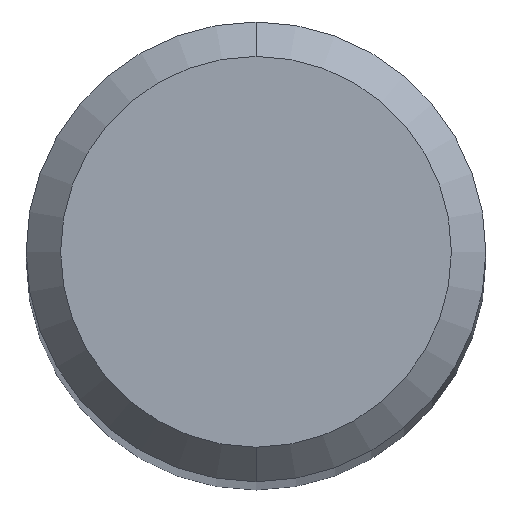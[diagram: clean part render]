
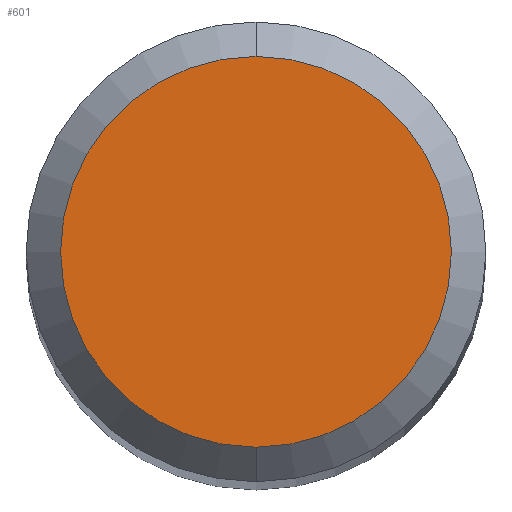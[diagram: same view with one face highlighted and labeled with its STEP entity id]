
A CAD part, top view. The second image highlights one B-rep face of the part: STEP entity #601.
In plain terms, the highlighted planar face has unit normal (0, 0, 1).
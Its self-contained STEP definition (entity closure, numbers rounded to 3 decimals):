
#457=VERTEX_POINT('',#1286);
#601=ADVANCED_FACE('',(#1442),#1443,.T.);
#607=EDGE_CURVE('',#457,#781,#1450,.T.);
#781=VERTEX_POINT('',#1635);
#1089=EDGE_CURVE('',#781,#457,#1973,.T.);
#1286=CARTESIAN_POINT('',(0.0,1.7,0.0));
#1442=FACE_OUTER_BOUND('',#2640,.T.);
#1443=PLANE('',#2641);
#1450=CIRCLE('',#2649,1.7);
#1635=CARTESIAN_POINT('',(0.,-1.7,0.0));
#1973=CIRCLE('',#4988,1.7);
#2640=EDGE_LOOP('',(#5895,#5896));
#2641=AXIS2_PLACEMENT_3D('',#5897,#5898,#5899);
#2649=AXIS2_PLACEMENT_3D('',#5907,#5908,#5909);
#4988=AXIS2_PLACEMENT_3D('',#6479,#6480,#6481);
#5895=ORIENTED_EDGE('',*,*,#607,.F.);
#5896=ORIENTED_EDGE('',*,*,#1089,.F.);
#5897=CARTESIAN_POINT('',(0.0,0.85,0.0));
#5898=DIRECTION('',(-0.0,0.0,1.0));
#5899=DIRECTION('',(0.0,-1.0,0.0));
#5907=CARTESIAN_POINT('',(0.0,0.0,0.0));
#5908=DIRECTION('',(0.0,0.0,-1.0));
#5909=DIRECTION('',(0.0,1.0,0.0));
#6479=CARTESIAN_POINT('',(0.0,0.0,0.0));
#6480=DIRECTION('',(0.0,0.0,-1.0));
#6481=DIRECTION('',(0.0,1.0,0.0));
